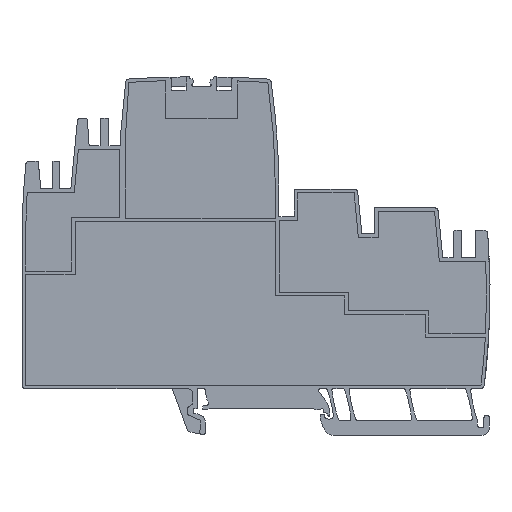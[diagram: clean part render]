
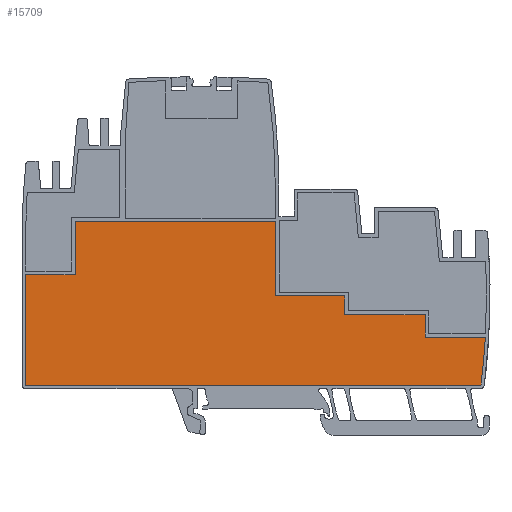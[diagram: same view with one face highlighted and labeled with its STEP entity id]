
A CAD part, left-side view. The second image highlights one B-rep face of the part: STEP entity #15709.
In plain terms, the highlighted planar face has unit normal (-1, 0, 0).
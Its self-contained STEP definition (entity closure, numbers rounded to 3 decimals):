
#11642=AXIS2_PLACEMENT_3D('Plane Axis2P3D',#11639,#11640,#11641) ;
#14886=AXIS2_PLACEMENT_3D('Circle Axis2P3D',#14884,#14885,$) ;
#11639=CARTESIAN_POINT('Axis2P3D Location',(5.1,62.086,6.75)) ;
#14580=CARTESIAN_POINT('Line Origine',(5.1,38.863,34.703)) ;
#14584=CARTESIAN_POINT('Vertex',(5.1,38.863,32.203)) ;
#14586=CARTESIAN_POINT('Vertex',(5.1,38.863,37.203)) ;
#14612=CARTESIAN_POINT('Line Origine',(5.1,57.213,37.203)) ;
#14616=CARTESIAN_POINT('Vertex',(5.1,57.063,37.203)) ;
#14618=CARTESIAN_POINT('Vertex',(5.1,57.363,37.203)) ;
#14621=CARTESIAN_POINT('Line Origine',(5.1,47.963,37.203)) ;
#14645=CARTESIAN_POINT('Vertex',(5.1,57.363,57.132)) ;
#14650=CARTESIAN_POINT('Line Origine',(5.1,57.363,47.317)) ;
#14654=CARTESIAN_POINT('Vertex',(5.1,57.363,37.503)) ;
#14657=CARTESIAN_POINT('Line Origine',(5.1,57.363,37.353)) ;
#14688=CARTESIAN_POINT('Vertex',(5.1,110.898,57.132)) ;
#14691=CARTESIAN_POINT('Line Origine',(5.1,84.131,57.132)) ;
#14716=CARTESIAN_POINT('Vertex',(5.1,110.898,42.838)) ;
#14719=CARTESIAN_POINT('Line Origine',(5.1,110.898,49.985)) ;
#14737=CARTESIAN_POINT('Line Origine',(5.1,117.5,42.838)) ;
#14741=CARTESIAN_POINT('Vertex',(5.1,124.101,42.838)) ;
#14762=CARTESIAN_POINT('Line Origine',(5.1,124.094,42.75)) ;
#14766=CARTESIAN_POINT('Vertex',(5.1,124.086,42.661)) ;
#14782=CARTESIAN_POINT('Line Origine',(5.1,124.086,28.055)) ;
#14786=CARTESIAN_POINT('Vertex',(5.1,124.086,13.45)) ;
#14806=CARTESIAN_POINT('Vertex',(5.1,124.174,13.45)) ;
#14809=CARTESIAN_POINT('Line Origine',(5.1,124.13,13.45)) ;
#14831=CARTESIAN_POINT('Vertex',(5.1,124.174,13.362)) ;
#14834=CARTESIAN_POINT('Line Origine',(5.1,124.174,13.406)) ;
#14856=CARTESIAN_POINT('Vertex',(5.1,2.446,13.362)) ;
#14859=CARTESIAN_POINT('Line Origine',(5.1,63.31,13.362)) ;
#14881=CARTESIAN_POINT('Vertex',(5.1,1.267,26.203)) ;
#14884=CARTESIAN_POINT('Axis2P3D Location',(5.1,202.015,38.151)) ;
#14906=CARTESIAN_POINT('Vertex',(5.1,17.348,26.203)) ;
#14909=CARTESIAN_POINT('Line Origine',(5.1,9.307,26.203)) ;
#14931=CARTESIAN_POINT('Vertex',(5.1,17.348,32.203)) ;
#14934=CARTESIAN_POINT('Line Origine',(5.1,17.348,29.203)) ;
#14952=CARTESIAN_POINT('Line Origine',(5.1,28.105,32.203)) ;
#11640=DIRECTION('Axis2P3D Direction',(1.,0.,0.)) ;
#11641=DIRECTION('Axis2P3D XDirection',(0.,1.,0.)) ;
#14581=DIRECTION('Vector Direction',(0.,0.,1.)) ;
#14613=DIRECTION('Vector Direction',(0.,1.,0.)) ;
#14622=DIRECTION('Vector Direction',(0.,1.,0.)) ;
#14651=DIRECTION('Vector Direction',(0.,0.,1.)) ;
#14658=DIRECTION('Vector Direction',(0.,0.,1.)) ;
#14692=DIRECTION('Vector Direction',(0.,-1.,0.)) ;
#14720=DIRECTION('Vector Direction',(0.,0.,1.)) ;
#14738=DIRECTION('Vector Direction',(0.,1.,0.)) ;
#14763=DIRECTION('Vector Direction',(0.,-0.088,-0.996)) ;
#14783=DIRECTION('Vector Direction',(0.,0.,-1.)) ;
#14810=DIRECTION('Vector Direction',(0.,1.,0.)) ;
#14835=DIRECTION('Vector Direction',(0.,0.,1.)) ;
#14860=DIRECTION('Vector Direction',(0.,1.,0.)) ;
#14885=DIRECTION('Axis2P3D Direction',(-1.,0.,0.)) ;
#14910=DIRECTION('Vector Direction',(0.,-1.,0.)) ;
#14935=DIRECTION('Vector Direction',(0.,0.,1.)) ;
#14953=DIRECTION('Vector Direction',(0.,-1.,0.)) ;
#14582=VECTOR('Line Direction',#14581,1.) ;
#14614=VECTOR('Line Direction',#14613,1.) ;
#14623=VECTOR('Line Direction',#14622,1.) ;
#14652=VECTOR('Line Direction',#14651,1.) ;
#14659=VECTOR('Line Direction',#14658,1.) ;
#14693=VECTOR('Line Direction',#14692,1.) ;
#14721=VECTOR('Line Direction',#14720,1.) ;
#14739=VECTOR('Line Direction',#14738,1.) ;
#14764=VECTOR('Line Direction',#14763,1.) ;
#14784=VECTOR('Line Direction',#14783,1.) ;
#14811=VECTOR('Line Direction',#14810,1.) ;
#14836=VECTOR('Line Direction',#14835,1.) ;
#14861=VECTOR('Line Direction',#14860,1.) ;
#14911=VECTOR('Line Direction',#14910,1.) ;
#14936=VECTOR('Line Direction',#14935,1.) ;
#14954=VECTOR('Line Direction',#14953,1.) ;
#15691=ORIENTED_EDGE('',*,*,#14768,.T.) ;
#15692=ORIENTED_EDGE('',*,*,#14788,.T.) ;
#15693=ORIENTED_EDGE('',*,*,#14813,.T.) ;
#15694=ORIENTED_EDGE('',*,*,#14838,.T.) ;
#15695=ORIENTED_EDGE('',*,*,#14863,.T.) ;
#15696=ORIENTED_EDGE('',*,*,#14888,.T.) ;
#15697=ORIENTED_EDGE('',*,*,#14913,.T.) ;
#15698=ORIENTED_EDGE('',*,*,#14938,.T.) ;
#15699=ORIENTED_EDGE('',*,*,#14956,.T.) ;
#15700=ORIENTED_EDGE('',*,*,#14588,.T.) ;
#15701=ORIENTED_EDGE('',*,*,#14625,.T.) ;
#15702=ORIENTED_EDGE('',*,*,#14620,.T.) ;
#15703=ORIENTED_EDGE('',*,*,#14661,.T.) ;
#15704=ORIENTED_EDGE('',*,*,#14656,.T.) ;
#15705=ORIENTED_EDGE('',*,*,#14695,.T.) ;
#15706=ORIENTED_EDGE('',*,*,#14723,.T.) ;
#15707=ORIENTED_EDGE('',*,*,#14743,.T.) ;
#15709=ADVANCED_FACE('TRENNWAND',(#15708),#11643,.F.) ;
#14887=CIRCLE('generated circle',#14886,201.103) ;
#14588=EDGE_CURVE('',#14585,#14587,#14583,.T.) ;
#14620=EDGE_CURVE('',#14617,#14619,#14615,.T.) ;
#14625=EDGE_CURVE('',#14587,#14617,#14624,.T.) ;
#14656=EDGE_CURVE('',#14655,#14646,#14653,.T.) ;
#14661=EDGE_CURVE('',#14619,#14655,#14660,.T.) ;
#14695=EDGE_CURVE('',#14646,#14689,#14694,.F.) ;
#14723=EDGE_CURVE('',#14689,#14717,#14722,.F.) ;
#14743=EDGE_CURVE('',#14717,#14742,#14740,.T.) ;
#14768=EDGE_CURVE('',#14742,#14767,#14765,.T.) ;
#14788=EDGE_CURVE('',#14767,#14787,#14785,.T.) ;
#14813=EDGE_CURVE('',#14787,#14807,#14812,.T.) ;
#14838=EDGE_CURVE('',#14807,#14832,#14837,.F.) ;
#14863=EDGE_CURVE('',#14832,#14857,#14862,.F.) ;
#14888=EDGE_CURVE('',#14857,#14882,#14887,.T.) ;
#14913=EDGE_CURVE('',#14882,#14907,#14912,.F.) ;
#14938=EDGE_CURVE('',#14907,#14932,#14937,.T.) ;
#14956=EDGE_CURVE('',#14932,#14585,#14955,.F.) ;
#15690=EDGE_LOOP('',(#15691,#15692,#15693,#15694,#15695,#15696,#15697,#15698,#15699,#15700,#15701,#15702,#15703,#15704,#15705,#15706,#15707)) ;
#15708=FACE_OUTER_BOUND('',#15690,.T.) ;
#14583=LINE('Line',#14580,#14582) ;
#14615=LINE('Line',#14612,#14614) ;
#14624=LINE('Line',#14621,#14623) ;
#14653=LINE('Line',#14650,#14652) ;
#14660=LINE('Line',#14657,#14659) ;
#14694=LINE('Line',#14691,#14693) ;
#14722=LINE('Line',#14719,#14721) ;
#14740=LINE('Line',#14737,#14739) ;
#14765=LINE('Line',#14762,#14764) ;
#14785=LINE('Line',#14782,#14784) ;
#14812=LINE('Line',#14809,#14811) ;
#14837=LINE('Line',#14834,#14836) ;
#14862=LINE('Line',#14859,#14861) ;
#14912=LINE('Line',#14909,#14911) ;
#14937=LINE('Line',#14934,#14936) ;
#14955=LINE('Line',#14952,#14954) ;
#11643=PLANE('',#11642) ;
#14585=VERTEX_POINT('',#14584) ;
#14587=VERTEX_POINT('',#14586) ;
#14617=VERTEX_POINT('',#14616) ;
#14619=VERTEX_POINT('',#14618) ;
#14646=VERTEX_POINT('',#14645) ;
#14655=VERTEX_POINT('',#14654) ;
#14689=VERTEX_POINT('',#14688) ;
#14717=VERTEX_POINT('',#14716) ;
#14742=VERTEX_POINT('',#14741) ;
#14767=VERTEX_POINT('',#14766) ;
#14787=VERTEX_POINT('',#14786) ;
#14807=VERTEX_POINT('',#14806) ;
#14832=VERTEX_POINT('',#14831) ;
#14857=VERTEX_POINT('',#14856) ;
#14882=VERTEX_POINT('',#14881) ;
#14907=VERTEX_POINT('',#14906) ;
#14932=VERTEX_POINT('',#14931) ;
